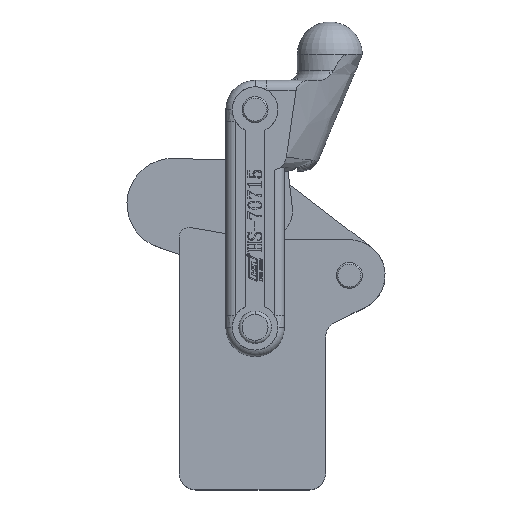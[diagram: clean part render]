
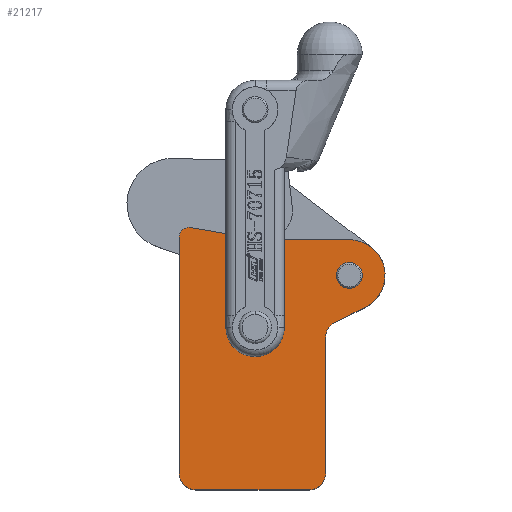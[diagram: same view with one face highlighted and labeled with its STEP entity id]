
A CAD part, top view. The second image highlights one B-rep face of the part: STEP entity #21217.
In plain terms, the highlighted planar face has unit normal (0, 0, 1).
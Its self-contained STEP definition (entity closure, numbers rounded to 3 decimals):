
#2790 = DIRECTION ( 'NONE',  ( -0.986, 0.169, 0. ) ) ;
#2794 = CARTESIAN_POINT ( 'NONE',  ( 6.799, 39.737, 10. ) ) ;
#2802 = DIRECTION ( 'NONE',  ( 1., 0., 0. ) ) ;
#2804 = DIRECTION ( 'NONE',  ( 0., 0., 1. ) ) ;
#2806 = CARTESIAN_POINT ( 'NONE',  ( -15.851, 40.568, 10. ) ) ;
#2863 = CARTESIAN_POINT ( 'NONE',  ( -18.851, 0., 10. ) ) ;
#2878 = DIRECTION ( 'NONE',  ( 1., 0., 0. ) ) ;
#2880 = DIRECTION ( 'NONE',  ( 0., 0., 1. ) ) ;
#2884 = CARTESIAN_POINT ( 'NONE',  ( 4.459, 12.799, 10. ) ) ;
#2891 = DIRECTION ( 'NONE',  ( 0., 1., 0. ) ) ;
#2902 = DIRECTION ( 'NONE',  ( 1., 0., 0. ) ) ;
#2906 = DIRECTION ( 'NONE',  ( 0., 0., 1. ) ) ;
#2907 = CARTESIAN_POINT ( 'NONE',  ( 4.459, 12.799, 10. ) ) ;
#2920 = DIRECTION ( 'NONE',  ( 1., 0., 0. ) ) ;
#2922 = DIRECTION ( 'NONE',  ( 0., 0., 1. ) ) ;
#2924 = CARTESIAN_POINT ( 'NONE',  ( 33.459, 28.799, 10. ) ) ;
#6358 = FACE_BOUND ( 'NONE', #14570, .T. ) ;
#6366 = FACE_OUTER_BOUND ( 'NONE', #14521, .T. ) ;
#6375 = FACE_BOUND ( 'NONE', #14575, .T. ) ;
#7782 = AXIS2_PLACEMENT_3D ( 'NONE', #2924, #2922, #2920 ) ;
#7784 = AXIS2_PLACEMENT_3D ( 'NONE', #2907, #2906, #2902 ) ;
#7786 = AXIS2_PLACEMENT_3D ( 'NONE', #2884, #2880, #2878 ) ;
#7789 = AXIS2_PLACEMENT_3D ( 'NONE', #2806, #2804, #2802 ) ;
#7791 = AXIS2_PLACEMENT_3D ( 'NONE', #20343, #20339, #20338 ) ;
#7793 = AXIS2_PLACEMENT_3D ( 'NONE', #20377, #20376, #20386 ) ;
#7795 = AXIS2_PLACEMENT_3D ( 'NONE', #20401, #20400, #20399 ) ;
#7797 = AXIS2_PLACEMENT_3D ( 'NONE', #20414, #20413, #20408 ) ;
#7798 = AXIS2_PLACEMENT_3D ( 'NONE', #20404, #20415, #20416 ) ;
#8604 = EDGE_CURVE ( 'NONE', #20685, #20683, #9074, .T. ) ;
#8611 = EDGE_CURVE ( 'NONE', #20827, #20774, #9080, .T. ) ;
#8616 = EDGE_CURVE ( 'NONE', #20774, #20827, #9085, .T. ) ;
#8623 = EDGE_CURVE ( 'NONE', #20760, #20832, #9090, .T. ) ;
#8631 = EDGE_CURVE ( 'NONE', #20688, #20832, #9098, .T. ) ;
#8635 = EDGE_CURVE ( 'NONE', #20709, #20688, #9102, .T. ) ;
#8642 = EDGE_CURVE ( 'NONE', #20835, #20709, #9110, .T. ) ;
#8648 = EDGE_CURVE ( 'NONE', #20829, #20835, #9116, .T. ) ;
#8651 = EDGE_CURVE ( 'NONE', #20788, #20829, #9120, .T. ) ;
#8655 = EDGE_CURVE ( 'NONE', #20717, #20788, #9126, .T. ) ;
#8659 = EDGE_CURVE ( 'NONE', #20717, #20715, #9127, .T. ) ;
#8664 = EDGE_CURVE ( 'NONE', #20715, #20725, #9132, .T. ) ;
#8668 = EDGE_CURVE ( 'NONE', #20725, #20724, #9138, .T. ) ;
#8674 = EDGE_CURVE ( 'NONE', #20724, #20760, #9140, .T. ) ;
#8676 = EDGE_CURVE ( 'NONE', #20683, #20685, #9144, .T. ) ;
#9074 = CIRCLE ( 'NONE', #7782, 4. ) ;
#9080 = CIRCLE ( 'NONE', #7784, 4. ) ;
#9085 = CIRCLE ( 'NONE', #7786, 4. ) ;
#9090 = LINE ( 'NONE', #2863, #9095 ) ;
#9095 = VECTOR ( 'NONE', #2891, 1000. ) ;
#9098 = CIRCLE ( 'NONE', #7789, 3. ) ;
#9102 = LINE ( 'NONE', #2794, #9107 ) ;
#9107 = VECTOR ( 'NONE', #2790, 1000. ) ;
#9110 = LINE ( 'NONE', #20433, #9113 ) ;
#9113 = VECTOR ( 'NONE', #20375, 1000. ) ;
#9116 = CIRCLE ( 'NONE', #7791, 11. ) ;
#9120 = LINE ( 'NONE', #20337, #9123 ) ;
#9123 = VECTOR ( 'NONE', #20334, 1000. ) ;
#9126 = CIRCLE ( 'NONE', #7793, 5. ) ;
#9127 = LINE ( 'NONE', #20379, #9131 ) ;
#9131 = VECTOR ( 'NONE', #20387, 1000. ) ;
#9132 = CIRCLE ( 'NONE', #7795, 5. ) ;
#9138 = LINE ( 'NONE', #20395, #9141 ) ;
#9140 = CIRCLE ( 'NONE', #7797, 5. ) ;
#9141 = VECTOR ( 'NONE', #20394, 1000. ) ;
#9144 = CIRCLE ( 'NONE', #7798, 4. ) ;
#11503 = DIRECTION ( 'NONE',  ( 0., 0., 1. ) ) ;
#11506 = CARTESIAN_POINT ( 'NONE',  ( 0., 0., 10. ) ) ;
#11508 = PLANE ( 'NONE',  #17008 ) ;
#11510 = DIRECTION ( 'NONE',  ( 1., 0., 0. ) ) ;
#12257 = ORIENTED_EDGE ( 'NONE', *, *, #8674, .F. ) ;
#12259 = ORIENTED_EDGE ( 'NONE', *, *, #8668, .F. ) ;
#12261 = ORIENTED_EDGE ( 'NONE', *, *, #8664, .F. ) ;
#12264 = ORIENTED_EDGE ( 'NONE', *, *, #8659, .F. ) ;
#12266 = ORIENTED_EDGE ( 'NONE', *, *, #8655, .T. ) ;
#12271 = ORIENTED_EDGE ( 'NONE', *, *, #8651, .T. ) ;
#12274 = ORIENTED_EDGE ( 'NONE', *, *, #8648, .T. ) ;
#12276 = ORIENTED_EDGE ( 'NONE', *, *, #8642, .T. ) ;
#12278 = ORIENTED_EDGE ( 'NONE', *, *, #8635, .T. ) ;
#12280 = ORIENTED_EDGE ( 'NONE', *, *, #8631, .T. ) ;
#12282 = ORIENTED_EDGE ( 'NONE', *, *, #8623, .F. ) ;
#12284 = ORIENTED_EDGE ( 'NONE', *, *, #8611, .F. ) ;
#12286 = ORIENTED_EDGE ( 'NONE', *, *, #8616, .F. ) ;
#12288 = ORIENTED_EDGE ( 'NONE', *, *, #8604, .F. ) ;
#12290 = ORIENTED_EDGE ( 'NONE', *, *, #8676, .F. ) ;
#14521 = EDGE_LOOP ( 'NONE', ( #12257, #12259, #12261, #12264, #12266, #12271, #12274, #12276, #12278, #12280, #12282 ) ) ;
#14570 = EDGE_LOOP ( 'NONE', ( #12288, #12290 ) ) ;
#14575 = EDGE_LOOP ( 'NONE', ( #12284, #12286 ) ) ;
#17008 = AXIS2_PLACEMENT_3D ( 'NONE', #11506, #11503, #11510 ) ;
#17794 = CARTESIAN_POINT ( 'NONE',  ( 37.459, 28.799, 10. ) ) ;
#17796 = CARTESIAN_POINT ( 'NONE',  ( 29.459, 28.799, 10. ) ) ;
#17799 = CARTESIAN_POINT ( 'NONE',  ( -15.345, 43.525, 10. ) ) ;
#17820 = CARTESIAN_POINT ( 'NONE',  ( 7.211, 39.666, 10. ) ) ;
#17826 = CARTESIAN_POINT ( 'NONE',  ( 26.149, -32.201, 10. ) ) ;
#17828 = CARTESIAN_POINT ( 'NONE',  ( 26.149, 9.812, 10. ) ) ;
#17835 = CARTESIAN_POINT ( 'NONE',  ( -13.851, -37.201, 10. ) ) ;
#17836 = CARTESIAN_POINT ( 'NONE',  ( 21.149, -37.201, 10. ) ) ;
#17871 = CARTESIAN_POINT ( 'NONE',  ( -18.851, -32.201, 10. ) ) ;
#17885 = CARTESIAN_POINT ( 'NONE',  ( 8.459, 12.799, 10. ) ) ;
#17899 = CARTESIAN_POINT ( 'NONE',  ( 28.935, 14.295, 10. ) ) ;
#17938 = CARTESIAN_POINT ( 'NONE',  ( 0.459, 12.799, 10. ) ) ;
#17940 = CARTESIAN_POINT ( 'NONE',  ( 38.332, 18.937, 10. ) ) ;
#17943 = CARTESIAN_POINT ( 'NONE',  ( -18.851, 40.568, 10. ) ) ;
#17946 = CARTESIAN_POINT ( 'NONE',  ( 33.404, 39.799, 10. ) ) ;
#20334 = DIRECTION ( 'NONE',  ( 0.897, 0.443, 0. ) ) ;
#20337 = CARTESIAN_POINT ( 'NONE',  ( 0., 0., 10. ) ) ;
#20338 = DIRECTION ( 'NONE',  ( 1., 0., 0. ) ) ;
#20339 = DIRECTION ( 'NONE',  ( 0., 0., 1. ) ) ;
#20343 = CARTESIAN_POINT ( 'NONE',  ( 33.459, 28.799, 10. ) ) ;
#20375 = DIRECTION ( 'NONE',  ( -1., -0.005, 0. ) ) ;
#20376 = DIRECTION ( 'NONE',  ( 0., 0., -1. ) ) ;
#20377 = CARTESIAN_POINT ( 'NONE',  ( 31.149, 9.812, 10. ) ) ;
#20379 = CARTESIAN_POINT ( 'NONE',  ( 26.149, 0., 10. ) ) ;
#20386 = DIRECTION ( 'NONE',  ( 1., 0., 0. ) ) ;
#20387 = DIRECTION ( 'NONE',  ( 0., -1., 0. ) ) ;
#20394 = DIRECTION ( 'NONE',  ( -1., 0., 0. ) ) ;
#20395 = CARTESIAN_POINT ( 'NONE',  ( 0., -37.201, 10. ) ) ;
#20399 = DIRECTION ( 'NONE',  ( 1., 0., 0. ) ) ;
#20400 = DIRECTION ( 'NONE',  ( 0., 0., -1. ) ) ;
#20401 = CARTESIAN_POINT ( 'NONE',  ( 21.149, -32.201, 10. ) ) ;
#20404 = CARTESIAN_POINT ( 'NONE',  ( 33.459, 28.799, 10. ) ) ;
#20408 = DIRECTION ( 'NONE',  ( 1., 0., 0. ) ) ;
#20413 = DIRECTION ( 'NONE',  ( 0., 0., -1. ) ) ;
#20414 = CARTESIAN_POINT ( 'NONE',  ( -13.851, -32.201, 10. ) ) ;
#20415 = DIRECTION ( 'NONE',  ( 0., 0., 1. ) ) ;
#20416 = DIRECTION ( 'NONE',  ( 1., 0., 0. ) ) ;
#20433 = CARTESIAN_POINT ( 'NONE',  ( -0.201, 39.628, 10. ) ) ;
#20683 = VERTEX_POINT ( 'NONE', #17794 ) ;
#20685 = VERTEX_POINT ( 'NONE', #17796 ) ;
#20688 = VERTEX_POINT ( 'NONE', #17799 ) ;
#20709 = VERTEX_POINT ( 'NONE', #17820 ) ;
#20715 = VERTEX_POINT ( 'NONE', #17826 ) ;
#20717 = VERTEX_POINT ( 'NONE', #17828 ) ;
#20724 = VERTEX_POINT ( 'NONE', #17835 ) ;
#20725 = VERTEX_POINT ( 'NONE', #17836 ) ;
#20760 = VERTEX_POINT ( 'NONE', #17871 ) ;
#20774 = VERTEX_POINT ( 'NONE', #17885 ) ;
#20788 = VERTEX_POINT ( 'NONE', #17899 ) ;
#20827 = VERTEX_POINT ( 'NONE', #17938 ) ;
#20829 = VERTEX_POINT ( 'NONE', #17940 ) ;
#20832 = VERTEX_POINT ( 'NONE', #17943 ) ;
#20835 = VERTEX_POINT ( 'NONE', #17946 ) ;
#21217 = ADVANCED_FACE ( 'NONE', ( #6366, #6375, #6358 ), #11508, .T. ) ;
